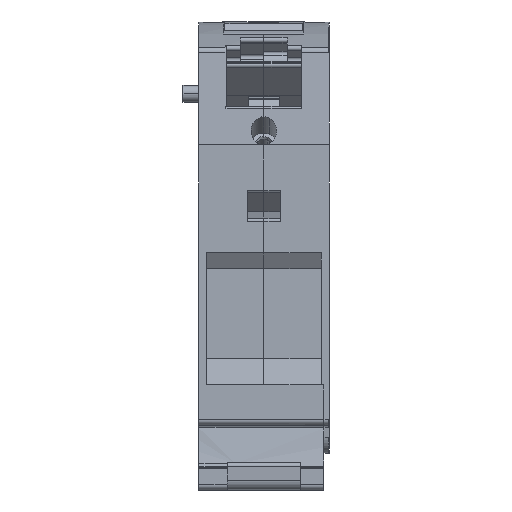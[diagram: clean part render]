
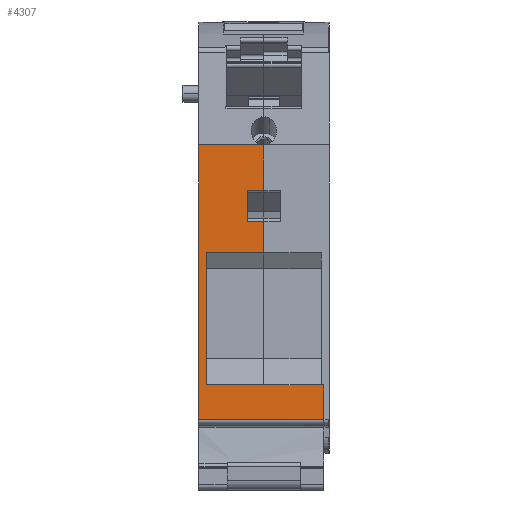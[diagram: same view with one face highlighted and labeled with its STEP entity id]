
A CAD part, front view. The second image highlights one B-rep face of the part: STEP entity #4307.
In plain terms, the highlighted planar face has unit normal (0, -1, 0).
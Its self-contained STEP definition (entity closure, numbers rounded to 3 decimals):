
#4197=AXIS2_PLACEMENT_3D('Plane Axis2P3D',#4194,#4195,#4196) ;
#752=CARTESIAN_POINT('Vertex',(27.,1.529,20.15)) ;
#755=CARTESIAN_POINT('Line Origine',(27.,1.529,16.8)) ;
#759=CARTESIAN_POINT('Vertex',(27.,1.529,13.45)) ;
#1741=CARTESIAN_POINT('Vertex',(3.,1.529,66.15)) ;
#2300=CARTESIAN_POINT('Vertex',(3.,1.529,13.45)) ;
#2303=CARTESIAN_POINT('Line Origine',(3.,1.529,39.8)) ;
#4175=CARTESIAN_POINT('Line Origine',(26.75,1.529,20.15)) ;
#4179=CARTESIAN_POINT('Vertex',(26.5,1.529,20.15)) ;
#4194=CARTESIAN_POINT('Axis2P3D Location',(3.,1.529,13.45)) ;
#4199=CARTESIAN_POINT('Line Origine',(26.5,1.529,20.147)) ;
#4203=CARTESIAN_POINT('Vertex',(26.5,1.529,20.144)) ;
#4206=CARTESIAN_POINT('Line Origine',(15.5,1.529,20.144)) ;
#4210=CARTESIAN_POINT('Vertex',(4.5,1.529,20.144)) ;
#4213=CARTESIAN_POINT('Line Origine',(4.5,1.529,32.789)) ;
#4217=CARTESIAN_POINT('Vertex',(4.5,1.529,45.434)) ;
#4220=CARTESIAN_POINT('Line Origine',(10.,1.529,45.434)) ;
#4224=CARTESIAN_POINT('Vertex',(15.5,1.529,45.434)) ;
#4227=CARTESIAN_POINT('Line Origine',(15.5,1.529,45.636)) ;
#4231=CARTESIAN_POINT('Vertex',(15.5,1.529,45.839)) ;
#4234=CARTESIAN_POINT('Line Origine',(15.5,1.529,48.684)) ;
#4238=CARTESIAN_POINT('Vertex',(15.5,1.529,51.53)) ;
#4241=CARTESIAN_POINT('Line Origine',(13.9,1.529,51.53)) ;
#4245=CARTESIAN_POINT('Vertex',(12.3,1.529,51.53)) ;
#4248=CARTESIAN_POINT('Line Origine',(12.3,1.529,54.5)) ;
#4252=CARTESIAN_POINT('Vertex',(12.3,1.529,57.47)) ;
#4255=CARTESIAN_POINT('Line Origine',(13.9,1.529,57.47)) ;
#4259=CARTESIAN_POINT('Vertex',(15.5,1.529,57.47)) ;
#4262=CARTESIAN_POINT('Line Origine',(15.5,1.529,61.805)) ;
#4266=CARTESIAN_POINT('Vertex',(15.5,1.529,66.14)) ;
#4270=CARTESIAN_POINT('Control Point',(15.293,1.529,66.15)) ;
#4271=CARTESIAN_POINT('Control Point',(15.334,1.529,66.146)) ;
#4272=CARTESIAN_POINT('Control Point',(15.375,1.529,66.143)) ;
#4273=CARTESIAN_POINT('Control Point',(15.417,1.529,66.141)) ;
#4274=CARTESIAN_POINT('Control Point',(15.458,1.529,66.14)) ;
#4275=CARTESIAN_POINT('Control Point',(15.5,1.529,66.14)) ;
#4276=CARTESIAN_POINT('Vertex',(15.293,1.529,66.15)) ;
#4279=CARTESIAN_POINT('Line Origine',(9.146,1.529,66.15)) ;
#4284=CARTESIAN_POINT('Line Origine',(15.,1.529,13.45)) ;
#756=DIRECTION('Vector Direction',(0.,0.,1.)) ;
#2304=DIRECTION('Vector Direction',(0.,0.,1.)) ;
#4176=DIRECTION('Vector Direction',(-1.,0.,0.)) ;
#4195=DIRECTION('Axis2P3D Direction',(0.,1.,0.)) ;
#4196=DIRECTION('Axis2P3D XDirection',(0.,0.,1.)) ;
#4200=DIRECTION('Vector Direction',(0.,0.,-1.)) ;
#4207=DIRECTION('Vector Direction',(-1.,0.,0.)) ;
#4214=DIRECTION('Vector Direction',(0.,0.,-1.)) ;
#4221=DIRECTION('Vector Direction',(-1.,0.,0.)) ;
#4228=DIRECTION('Vector Direction',(0.,0.,1.)) ;
#4235=DIRECTION('Vector Direction',(0.,0.,1.)) ;
#4242=DIRECTION('Vector Direction',(-1.,0.,0.)) ;
#4249=DIRECTION('Vector Direction',(0.,0.,1.)) ;
#4256=DIRECTION('Vector Direction',(-1.,0.,0.)) ;
#4263=DIRECTION('Vector Direction',(0.,0.,1.)) ;
#4280=DIRECTION('Vector Direction',(1.,0.,0.)) ;
#4285=DIRECTION('Vector Direction',(1.,0.,0.)) ;
#757=VECTOR('Line Direction',#756,1.) ;
#2305=VECTOR('Line Direction',#2304,1.) ;
#4177=VECTOR('Line Direction',#4176,1.) ;
#4201=VECTOR('Line Direction',#4200,1.) ;
#4208=VECTOR('Line Direction',#4207,1.) ;
#4215=VECTOR('Line Direction',#4214,1.) ;
#4222=VECTOR('Line Direction',#4221,1.) ;
#4229=VECTOR('Line Direction',#4228,1.) ;
#4236=VECTOR('Line Direction',#4235,1.) ;
#4243=VECTOR('Line Direction',#4242,1.) ;
#4250=VECTOR('Line Direction',#4249,1.) ;
#4257=VECTOR('Line Direction',#4256,1.) ;
#4264=VECTOR('Line Direction',#4263,1.) ;
#4281=VECTOR('Line Direction',#4280,1.) ;
#4286=VECTOR('Line Direction',#4285,1.) ;
#4290=ORIENTED_EDGE('',*,*,#761,.F.) ;
#4291=ORIENTED_EDGE('',*,*,#4181,.T.) ;
#4292=ORIENTED_EDGE('',*,*,#4205,.T.) ;
#4293=ORIENTED_EDGE('',*,*,#4212,.T.) ;
#4294=ORIENTED_EDGE('',*,*,#4219,.F.) ;
#4295=ORIENTED_EDGE('',*,*,#4226,.F.) ;
#4296=ORIENTED_EDGE('',*,*,#4233,.F.) ;
#4297=ORIENTED_EDGE('',*,*,#4240,.F.) ;
#4298=ORIENTED_EDGE('',*,*,#4247,.T.) ;
#4299=ORIENTED_EDGE('',*,*,#4254,.F.) ;
#4300=ORIENTED_EDGE('',*,*,#4261,.F.) ;
#4301=ORIENTED_EDGE('',*,*,#4268,.T.) ;
#4302=ORIENTED_EDGE('',*,*,#4278,.F.) ;
#4303=ORIENTED_EDGE('',*,*,#4283,.F.) ;
#4304=ORIENTED_EDGE('',*,*,#2307,.F.) ;
#4305=ORIENTED_EDGE('',*,*,#4288,.T.) ;
#4307=ADVANCED_FACE('MLD L',(#4306),#4198,.F.) ;
#4269=B_SPLINE_CURVE_WITH_KNOTS('',5,(#4270,#4271,#4272,#4273,#4274,#4275),.UNSPECIFIED.,.F.,.U.,(6,6),(0.,0.294),.UNSPECIFIED.) ;
#761=EDGE_CURVE('',#753,#760,#758,.F.) ;
#2307=EDGE_CURVE('',#2301,#1742,#2306,.T.) ;
#4181=EDGE_CURVE('',#753,#4180,#4178,.T.) ;
#4205=EDGE_CURVE('',#4180,#4204,#4202,.T.) ;
#4212=EDGE_CURVE('',#4204,#4211,#4209,.T.) ;
#4219=EDGE_CURVE('',#4218,#4211,#4216,.T.) ;
#4226=EDGE_CURVE('',#4225,#4218,#4223,.T.) ;
#4233=EDGE_CURVE('',#4232,#4225,#4230,.F.) ;
#4240=EDGE_CURVE('',#4239,#4232,#4237,.F.) ;
#4247=EDGE_CURVE('',#4239,#4246,#4244,.T.) ;
#4254=EDGE_CURVE('',#4253,#4246,#4251,.F.) ;
#4261=EDGE_CURVE('',#4260,#4253,#4258,.T.) ;
#4268=EDGE_CURVE('',#4260,#4267,#4265,.T.) ;
#4278=EDGE_CURVE('',#4277,#4267,#4269,.T.) ;
#4283=EDGE_CURVE('',#1742,#4277,#4282,.T.) ;
#4288=EDGE_CURVE('',#2301,#760,#4287,.T.) ;
#4289=EDGE_LOOP('',(#4290,#4291,#4292,#4293,#4294,#4295,#4296,#4297,#4298,#4299,#4300,#4301,#4302,#4303,#4304,#4305)) ;
#4306=FACE_OUTER_BOUND('',#4289,.T.) ;
#758=LINE('Line',#755,#757) ;
#2306=LINE('Line',#2303,#2305) ;
#4178=LINE('Line',#4175,#4177) ;
#4202=LINE('Line',#4199,#4201) ;
#4209=LINE('Line',#4206,#4208) ;
#4216=LINE('Line',#4213,#4215) ;
#4223=LINE('Line',#4220,#4222) ;
#4230=LINE('Line',#4227,#4229) ;
#4237=LINE('Line',#4234,#4236) ;
#4244=LINE('Line',#4241,#4243) ;
#4251=LINE('Line',#4248,#4250) ;
#4258=LINE('Line',#4255,#4257) ;
#4265=LINE('Line',#4262,#4264) ;
#4282=LINE('Line',#4279,#4281) ;
#4287=LINE('Line',#4284,#4286) ;
#4198=PLANE('',#4197) ;
#753=VERTEX_POINT('',#752) ;
#760=VERTEX_POINT('',#759) ;
#1742=VERTEX_POINT('',#1741) ;
#2301=VERTEX_POINT('',#2300) ;
#4180=VERTEX_POINT('',#4179) ;
#4204=VERTEX_POINT('',#4203) ;
#4211=VERTEX_POINT('',#4210) ;
#4218=VERTEX_POINT('',#4217) ;
#4225=VERTEX_POINT('',#4224) ;
#4232=VERTEX_POINT('',#4231) ;
#4239=VERTEX_POINT('',#4238) ;
#4246=VERTEX_POINT('',#4245) ;
#4253=VERTEX_POINT('',#4252) ;
#4260=VERTEX_POINT('',#4259) ;
#4267=VERTEX_POINT('',#4266) ;
#4277=VERTEX_POINT('',#4276) ;
